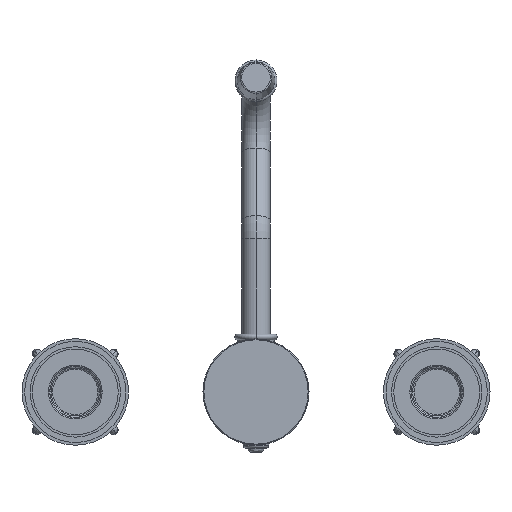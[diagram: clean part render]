
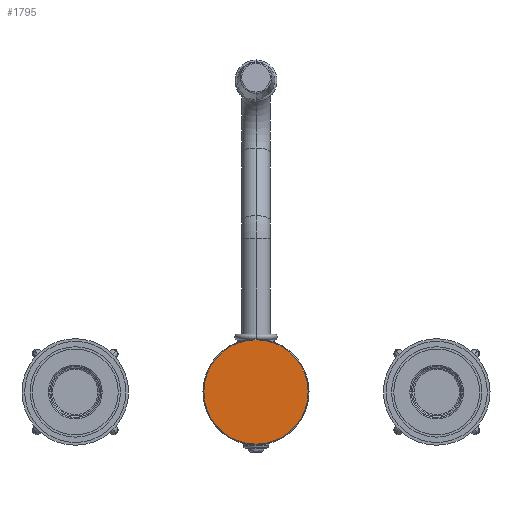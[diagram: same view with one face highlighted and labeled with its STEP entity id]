
A CAD part, front view. The second image highlights one B-rep face of the part: STEP entity #1795.
In plain terms, the highlighted planar face has unit normal (0, -1, 0).
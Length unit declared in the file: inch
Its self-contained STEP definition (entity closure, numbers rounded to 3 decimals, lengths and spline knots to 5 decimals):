
#411=CARTESIAN_POINT('',(0.,0.,0.));
#412=DIRECTION('',(0.,1.,0.));
#413=DIRECTION('',(1.,0.,0.));
#414=AXIS2_PLACEMENT_3D('',#411,#412,#413);
#425=CARTESIAN_POINT('',(0.,0.,0.));
#426=DIRECTION('',(0.,-1.,0.));
#427=DIRECTION('',(1.,0.,0.));
#428=AXIS2_PLACEMENT_3D('',#425,#426,#427);
#990=CARTESIAN_POINT('',(1.155,0.,0.));
#991=CARTESIAN_POINT('',(-1.155,0.,0.));
#992=VERTEX_POINT('',#990);
#993=VERTEX_POINT('',#991);
#1786=CARTESIAN_POINT('',(0.,0.,0.));
#1787=DIRECTION('',(0.,-1.,0.));
#1788=DIRECTION('',(-1.,0.,0.));
#1789=AXIS2_PLACEMENT_3D('',#1786,#1787,#1788);
#1790=PLANE('',#1789);
#1791=ORIENTED_EDGE('',*,*,#1780,.F.);
#1792=ORIENTED_EDGE('',*,*,#1766,.T.);
#1793=EDGE_LOOP('',(#1791,#1792));
#1794=FACE_OUTER_BOUND('',#1793,.F.);
#1795=ADVANCED_FACE('',(#1794),#1790,.T.);
#415=CIRCLE('',#414,1.155);
#429=CIRCLE('',#428,1.155);
#1766=EDGE_CURVE('',#992,#993,#415,.T.);
#1780=EDGE_CURVE('',#992,#993,#429,.T.);
